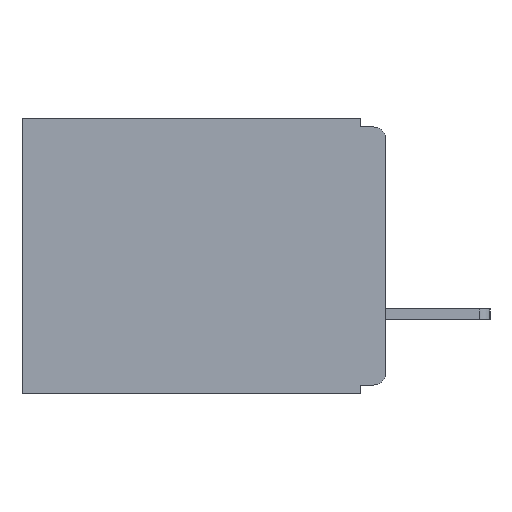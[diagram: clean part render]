
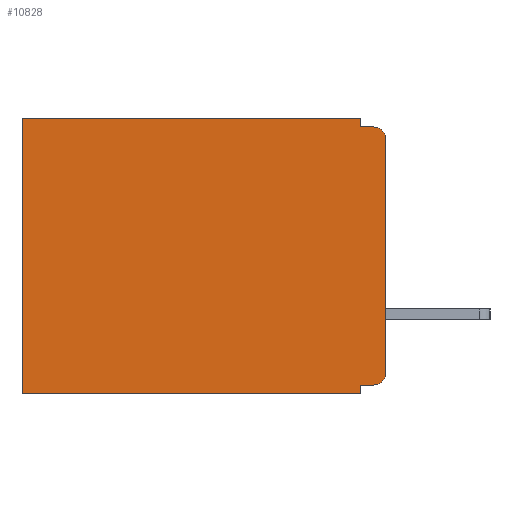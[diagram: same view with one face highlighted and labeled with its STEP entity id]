
A CAD part, left-side view. The second image highlights one B-rep face of the part: STEP entity #10828.
In plain terms, the highlighted planar face has unit normal (-1, 0, 0).
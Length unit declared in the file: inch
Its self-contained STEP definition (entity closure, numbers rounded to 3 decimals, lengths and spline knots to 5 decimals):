
#417 = EDGE_CURVE ( 'NONE', #28847, #18546, #5005, .T. ) ;
#1003 = LINE ( 'NONE', #27100, #13852 ) ;
#2097 = VERTEX_POINT ( 'NONE', #26700 ) ;
#2533 = CARTESIAN_POINT ( 'NONE',  ( 0.3, 0.031, 0. ) ) ;
#3336 = VERTEX_POINT ( 'NONE', #29581 ) ;
#3362 = DIRECTION ( 'NONE',  ( 0., 0., -1. ) ) ;
#4065 = VECTOR ( 'NONE', #20296, 39.37008 ) ;
#5005 = LINE ( 'NONE', #18613, #24201 ) ;
#5129 = DIRECTION ( 'NONE',  ( 0., 1., 0. ) ) ;
#5746 = CARTESIAN_POINT ( 'NONE',  ( 0.3, 0.031, -0.33 ) ) ;
#5882 = CARTESIAN_POINT ( 'NONE',  ( 0.3, 0.031, -0.33 ) ) ;
#6293 = DIRECTION ( 'NONE',  ( -1., 0., 0. ) ) ;
#6320 = ORIENTED_EDGE ( 'NONE', *, *, #11888, .F. ) ;
#6399 = ORIENTED_EDGE ( 'NONE', *, *, #30921, .T. ) ;
#6570 = ORIENTED_EDGE ( 'NONE', *, *, #25049, .F. ) ;
#7133 = DIRECTION ( 'NONE',  ( 0., 0., -1. ) ) ;
#8449 = VECTOR ( 'NONE', #30748, 39.37008 ) ;
#9005 = EDGE_CURVE ( 'NONE', #18546, #20416, #28283, .T. ) ;
#9224 = ORIENTED_EDGE ( 'NONE', *, *, #19093, .F. ) ;
#9805 = CARTESIAN_POINT ( 'NONE',  ( 0.3, 0.031, -0.01 ) ) ;
#10828 = ADVANCED_FACE ( 'NONE', ( #25071 ), #13511, .F. ) ;
#11443 = ORIENTED_EDGE ( 'NONE', *, *, #14973, .T. ) ;
#11715 = ORIENTED_EDGE ( 'NONE', *, *, #22510, .F. ) ;
#11848 = VERTEX_POINT ( 'NONE', #17698 ) ;
#11888 = EDGE_CURVE ( 'NONE', #11848, #2097, #12481, .T. ) ;
#12292 = DIRECTION ( 'NONE',  ( 0., 1., 0. ) ) ;
#12367 = VECTOR ( 'NONE', #27445, 39.37008 ) ;
#12481 = LINE ( 'NONE', #17800, #4065 ) ;
#12878 = LINE ( 'NONE', #15954, #31736 ) ;
#13022 = VERTEX_POINT ( 'NONE', #15005 ) ;
#13100 = VERTEX_POINT ( 'NONE', #2533 ) ;
#13380 = ORIENTED_EDGE ( 'NONE', *, *, #417, .F. ) ;
#13395 = DIRECTION ( 'NONE',  ( -1., 0., 0. ) ) ;
#13511 = PLANE ( 'NONE',  #30566 ) ;
#13852 = VECTOR ( 'NONE', #7133, 39.37008 ) ;
#14297 = DIRECTION ( 'NONE',  ( 0., -1., 0. ) ) ;
#14624 = AXIS2_PLACEMENT_3D ( 'NONE', #28198, #13395, #30624 ) ;
#14973 = EDGE_CURVE ( 'NONE', #13100, #30673, #22766, .T. ) ;
#15005 = CARTESIAN_POINT ( 'NONE',  ( 0.3, 0.437, -0.33 ) ) ;
#15925 = CIRCLE ( 'NONE', #26991, 0.015 ) ;
#15954 = CARTESIAN_POINT ( 'NONE',  ( 0.3, 0.437, -0.33 ) ) ;
#16044 = CARTESIAN_POINT ( 'NONE',  ( 0.3, 0., -0.33 ) ) ;
#16202 = VECTOR ( 'NONE', #5129, 39.37008 ) ;
#16276 = CIRCLE ( 'NONE', #14624, 0.015 ) ;
#17080 = CARTESIAN_POINT ( 'NONE',  ( 0.3, 0.031, -0.32 ) ) ;
#17698 = CARTESIAN_POINT ( 'NONE',  ( 0.3, 0., -0.025 ) ) ;
#17800 = CARTESIAN_POINT ( 'NONE',  ( 0.3, 0., -0.33 ) ) ;
#18176 = EDGE_CURVE ( 'NONE', #28847, #2097, #16276, .T. ) ;
#18544 = DIRECTION ( 'NONE',  ( 1., 0., 0. ) ) ;
#18546 = VERTEX_POINT ( 'NONE', #17080 ) ;
#18613 = CARTESIAN_POINT ( 'NONE',  ( 0.3, 0., -0.32 ) ) ;
#19093 = EDGE_CURVE ( 'NONE', #13100, #22617, #1003, .T. ) ;
#20194 = CARTESIAN_POINT ( 'NONE',  ( 0.3, 0., 0. ) ) ;
#20224 = ORIENTED_EDGE ( 'NONE', *, *, #9005, .F. ) ;
#20296 = DIRECTION ( 'NONE',  ( 0., 0., -1. ) ) ;
#20416 = VERTEX_POINT ( 'NONE', #5746 ) ;
#21309 = CARTESIAN_POINT ( 'NONE',  ( 0.3, 0.015, -0.025 ) ) ;
#22510 = EDGE_CURVE ( 'NONE', #22617, #3336, #25658, .T. ) ;
#22617 = VERTEX_POINT ( 'NONE', #9805 ) ;
#22766 = LINE ( 'NONE', #20194, #16202 ) ;
#23788 = ORIENTED_EDGE ( 'NONE', *, *, #24763, .T. ) ;
#23808 = DIRECTION ( 'NONE',  ( 0., 0., -1. ) ) ;
#24201 = VECTOR ( 'NONE', #12292, 39.37008 ) ;
#24763 = EDGE_CURVE ( 'NONE', #11848, #3336, #15925, .T. ) ;
#24965 = CARTESIAN_POINT ( 'NONE',  ( 0.3, 0., -0.33 ) ) ;
#25049 = EDGE_CURVE ( 'NONE', #20416, #13022, #32003, .T. ) ;
#25071 = FACE_OUTER_BOUND ( 'NONE', #30185, .T. ) ;
#25658 = LINE ( 'NONE', #26622, #32432 ) ;
#25764 = DIRECTION ( 'NONE',  ( 0., 0., -1. ) ) ;
#26054 = ORIENTED_EDGE ( 'NONE', *, *, #18176, .T. ) ;
#26622 = CARTESIAN_POINT ( 'NONE',  ( 0.3, 0., -0.01 ) ) ;
#26700 = CARTESIAN_POINT ( 'NONE',  ( 0.3, 0., -0.305 ) ) ;
#26991 = AXIS2_PLACEMENT_3D ( 'NONE', #21309, #6293, #23808 ) ;
#27100 = CARTESIAN_POINT ( 'NONE',  ( 0.3, 0.031, 0. ) ) ;
#27445 = DIRECTION ( 'NONE',  ( 0., 1., 0. ) ) ;
#28198 = CARTESIAN_POINT ( 'NONE',  ( 0.3, 0.015, -0.305 ) ) ;
#28283 = LINE ( 'NONE', #5882, #8449 ) ;
#28728 = CARTESIAN_POINT ( 'NONE',  ( 0.3, 0.015, -0.32 ) ) ;
#28847 = VERTEX_POINT ( 'NONE', #28728 ) ;
#29581 = CARTESIAN_POINT ( 'NONE',  ( 0.3, 0.015, -0.01 ) ) ;
#30185 = EDGE_LOOP ( 'NONE', ( #6320, #23788, #11715, #9224, #11443, #6399, #6570, #20224, #13380, #26054 ) ) ;
#30566 = AXIS2_PLACEMENT_3D ( 'NONE', #16044, #18544, #3362 ) ;
#30624 = DIRECTION ( 'NONE',  ( 0., 0., -1. ) ) ;
#30673 = VERTEX_POINT ( 'NONE', #31571 ) ;
#30748 = DIRECTION ( 'NONE',  ( 0., 0., -1. ) ) ;
#30921 = EDGE_CURVE ( 'NONE', #30673, #13022, #12878, .T. ) ;
#31571 = CARTESIAN_POINT ( 'NONE',  ( 0.3, 0.437, 0. ) ) ;
#31736 = VECTOR ( 'NONE', #25764, 39.37008 ) ;
#32003 = LINE ( 'NONE', #24965, #12367 ) ;
#32432 = VECTOR ( 'NONE', #14297, 39.37008 ) ;
